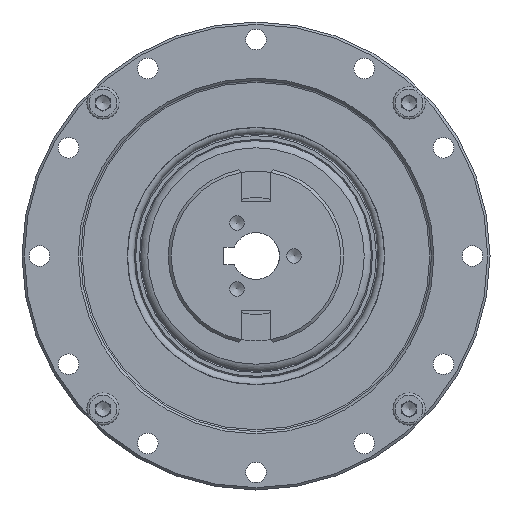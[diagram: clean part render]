
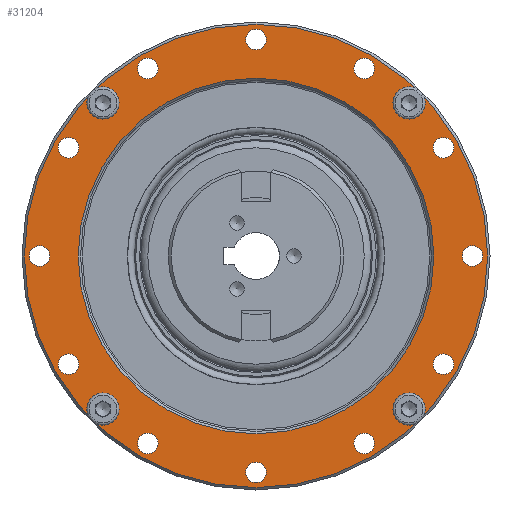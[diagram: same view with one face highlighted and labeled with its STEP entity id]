
A CAD part, left-side view. The second image highlights one B-rep face of the part: STEP entity #31204.
In plain terms, the highlighted planar face has unit normal (-1, 0, 0).
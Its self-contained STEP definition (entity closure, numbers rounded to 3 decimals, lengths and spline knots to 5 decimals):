
#3491=CIRCLE('',#33258,0.0396);
#3492=CIRCLE('',#33259,0.0304);
#3493=CIRCLE('',#33260,0.00175);
#3494=CIRCLE('',#33261,0.00175);
#3495=CIRCLE('',#33262,0.00175);
#3496=CIRCLE('',#33263,0.00175);
#3497=CIRCLE('',#33264,0.00175);
#3498=CIRCLE('',#33265,0.00175);
#3499=CIRCLE('',#33266,0.00175);
#3500=CIRCLE('',#33267,0.00175);
#3501=CIRCLE('',#33268,0.00175);
#3502=CIRCLE('',#33269,0.00175);
#3503=CIRCLE('',#33270,0.00175);
#3504=CIRCLE('',#33271,0.00175);
#3505=CIRCLE('',#33272,0.00175);
#3506=CIRCLE('',#33273,0.00175);
#3507=CIRCLE('',#33274,0.00175);
#3508=CIRCLE('',#33275,0.00175);
#4380=ORIENTED_EDGE('',*,*,#13942,.T.);
#4381=ORIENTED_EDGE('',*,*,#13943,.F.);
#4382=ORIENTED_EDGE('',*,*,#13944,.T.);
#4383=ORIENTED_EDGE('',*,*,#13945,.T.);
#4384=ORIENTED_EDGE('',*,*,#13946,.T.);
#4385=ORIENTED_EDGE('',*,*,#13947,.T.);
#4386=ORIENTED_EDGE('',*,*,#13948,.T.);
#4387=ORIENTED_EDGE('',*,*,#13949,.T.);
#4388=ORIENTED_EDGE('',*,*,#13950,.T.);
#4389=ORIENTED_EDGE('',*,*,#13951,.T.);
#4390=ORIENTED_EDGE('',*,*,#13952,.T.);
#4391=ORIENTED_EDGE('',*,*,#13953,.T.);
#4392=ORIENTED_EDGE('',*,*,#13954,.T.);
#4393=ORIENTED_EDGE('',*,*,#13955,.T.);
#4394=ORIENTED_EDGE('',*,*,#13956,.T.);
#4395=ORIENTED_EDGE('',*,*,#13957,.T.);
#4396=ORIENTED_EDGE('',*,*,#13958,.T.);
#4397=ORIENTED_EDGE('',*,*,#13959,.T.);
#13942=EDGE_CURVE('',#18730,#18730,#3491,.T.);
#13943=EDGE_CURVE('',#18731,#18731,#3492,.T.);
#13944=EDGE_CURVE('',#18732,#18732,#3493,.T.);
#13945=EDGE_CURVE('',#18733,#18733,#3494,.T.);
#13946=EDGE_CURVE('',#18734,#18734,#3495,.T.);
#13947=EDGE_CURVE('',#18735,#18735,#3496,.T.);
#13948=EDGE_CURVE('',#18736,#18736,#3497,.T.);
#13949=EDGE_CURVE('',#18737,#18737,#3498,.T.);
#13950=EDGE_CURVE('',#18738,#18738,#3499,.T.);
#13951=EDGE_CURVE('',#18739,#18739,#3500,.T.);
#13952=EDGE_CURVE('',#18740,#18740,#3501,.T.);
#13953=EDGE_CURVE('',#18741,#18741,#3502,.T.);
#13954=EDGE_CURVE('',#18742,#18742,#3503,.T.);
#13955=EDGE_CURVE('',#18743,#18743,#3504,.T.);
#13956=EDGE_CURVE('',#18744,#18744,#3505,.T.);
#13957=EDGE_CURVE('',#18745,#18745,#3506,.T.);
#13958=EDGE_CURVE('',#18746,#18746,#3507,.T.);
#13959=EDGE_CURVE('',#18747,#18747,#3508,.T.);
#18730=VERTEX_POINT('',#43540);
#18731=VERTEX_POINT('',#43542);
#18732=VERTEX_POINT('',#43544);
#18733=VERTEX_POINT('',#43546);
#18734=VERTEX_POINT('',#43548);
#18735=VERTEX_POINT('',#43550);
#18736=VERTEX_POINT('',#43552);
#18737=VERTEX_POINT('',#43554);
#18738=VERTEX_POINT('',#43556);
#18739=VERTEX_POINT('',#43558);
#18740=VERTEX_POINT('',#43560);
#18741=VERTEX_POINT('',#43562);
#18742=VERTEX_POINT('',#43564);
#18743=VERTEX_POINT('',#43566);
#18744=VERTEX_POINT('',#43568);
#18745=VERTEX_POINT('',#43570);
#18746=VERTEX_POINT('',#43572);
#18747=VERTEX_POINT('',#43574);
#26564=EDGE_LOOP('',(#4380));
#26565=EDGE_LOOP('',(#4381));
#26566=EDGE_LOOP('',(#4382));
#26567=EDGE_LOOP('',(#4383));
#26568=EDGE_LOOP('',(#4384));
#26569=EDGE_LOOP('',(#4385));
#26570=EDGE_LOOP('',(#4386));
#26571=EDGE_LOOP('',(#4387));
#26572=EDGE_LOOP('',(#4388));
#26573=EDGE_LOOP('',(#4389));
#26574=EDGE_LOOP('',(#4390));
#26575=EDGE_LOOP('',(#4391));
#26576=EDGE_LOOP('',(#4392));
#26577=EDGE_LOOP('',(#4393));
#26578=EDGE_LOOP('',(#4394));
#26579=EDGE_LOOP('',(#4395));
#26580=EDGE_LOOP('',(#4396));
#26581=EDGE_LOOP('',(#4397));
#28637=FACE_BOUND('',#26564,.T.);
#28638=FACE_BOUND('',#26565,.T.);
#28639=FACE_BOUND('',#26566,.T.);
#28640=FACE_BOUND('',#26567,.T.);
#28641=FACE_BOUND('',#26568,.T.);
#28642=FACE_BOUND('',#26569,.T.);
#28643=FACE_BOUND('',#26570,.T.);
#28644=FACE_BOUND('',#26571,.T.);
#28645=FACE_BOUND('',#26572,.T.);
#28646=FACE_BOUND('',#26573,.T.);
#28647=FACE_BOUND('',#26574,.T.);
#28648=FACE_BOUND('',#26575,.T.);
#28649=FACE_BOUND('',#26576,.T.);
#28650=FACE_BOUND('',#26577,.T.);
#28651=FACE_BOUND('',#26578,.T.);
#28652=FACE_BOUND('',#26579,.T.);
#28653=FACE_BOUND('',#26580,.T.);
#28654=FACE_BOUND('',#26581,.T.);
#30712=PLANE('',#33257);
#31204=ADVANCED_FACE('',(#28637,#28638,#28639,#28640,#28641,#28642,#28643,
#28644,#28645,#28646,#28647,#28648,#28649,#28650,#28651,#28652,#28653,#28654),
#30712,.F.);
#33257=AXIS2_PLACEMENT_3D('',#43538,#35999,#36000);
#33258=AXIS2_PLACEMENT_3D('',#43539,#36001,#36002);
#33259=AXIS2_PLACEMENT_3D('',#43541,#36003,#36004);
#33260=AXIS2_PLACEMENT_3D('',#43543,#36005,#36006);
#33261=AXIS2_PLACEMENT_3D('',#43545,#36007,#36008);
#33262=AXIS2_PLACEMENT_3D('',#43547,#36009,#36010);
#33263=AXIS2_PLACEMENT_3D('',#43549,#36011,#36012);
#33264=AXIS2_PLACEMENT_3D('',#43551,#36013,#36014);
#33265=AXIS2_PLACEMENT_3D('',#43553,#36015,#36016);
#33266=AXIS2_PLACEMENT_3D('',#43555,#36017,#36018);
#33267=AXIS2_PLACEMENT_3D('',#43557,#36019,#36020);
#33268=AXIS2_PLACEMENT_3D('',#43559,#36021,#36022);
#33269=AXIS2_PLACEMENT_3D('',#43561,#36023,#36024);
#33270=AXIS2_PLACEMENT_3D('',#43563,#36025,#36026);
#33271=AXIS2_PLACEMENT_3D('',#43565,#36027,#36028);
#33272=AXIS2_PLACEMENT_3D('',#43567,#36029,#36030);
#33273=AXIS2_PLACEMENT_3D('',#43569,#36031,#36032);
#33274=AXIS2_PLACEMENT_3D('',#43571,#36033,#36034);
#33275=AXIS2_PLACEMENT_3D('',#43573,#36035,#36036);
#35999=DIRECTION('',(1.,0.,0.));
#36000=DIRECTION('',(0.,0.,-1.));
#36001=DIRECTION('',(-1.,0.,0.));
#36002=DIRECTION('',(0.,0.,1.));
#36003=DIRECTION('',(-1.,0.,0.));
#36004=DIRECTION('',(0.,0.,1.));
#36005=DIRECTION('',(1.,0.,0.));
#36006=DIRECTION('',(0.,0.,-1.));
#36007=DIRECTION('',(1.,0.,0.));
#36008=DIRECTION('',(0.,0.,-1.));
#36009=DIRECTION('',(1.,0.,0.));
#36010=DIRECTION('',(0.,0.,-1.));
#36011=DIRECTION('',(1.,0.,0.));
#36012=DIRECTION('',(0.,0.,-1.));
#36013=DIRECTION('',(1.,0.,0.));
#36014=DIRECTION('',(0.,0.,-1.));
#36015=DIRECTION('',(1.,0.,0.));
#36016=DIRECTION('',(0.,0.,-1.));
#36017=DIRECTION('',(1.,0.,0.));
#36018=DIRECTION('',(0.,0.,-1.));
#36019=DIRECTION('',(1.,0.,0.));
#36020=DIRECTION('',(0.,0.,-1.));
#36021=DIRECTION('',(1.,0.,0.));
#36022=DIRECTION('',(0.,0.,-1.));
#36023=DIRECTION('',(1.,0.,0.));
#36024=DIRECTION('',(0.,0.,-1.));
#36025=DIRECTION('',(1.,0.,0.));
#36026=DIRECTION('',(0.,0.,-1.));
#36027=DIRECTION('',(1.,0.,0.));
#36028=DIRECTION('',(0.,0.,-1.));
#36029=DIRECTION('',(1.,0.,0.));
#36030=DIRECTION('',(0.,0.,-1.));
#36031=DIRECTION('',(1.,0.,0.));
#36032=DIRECTION('',(0.,0.,-1.));
#36033=DIRECTION('',(1.,0.,0.));
#36034=DIRECTION('',(0.,0.,-1.));
#36035=DIRECTION('',(1.,0.,0.));
#36036=DIRECTION('',(0.,0.,-1.));
#43538=CARTESIAN_POINT('',(0.,0.0396,0.));
#43539=CARTESIAN_POINT('',(0.,0.,0.));
#43540=CARTESIAN_POINT('',(0.,0.,0.0396));
#43541=CARTESIAN_POINT('',(0.,0.,0.));
#43542=CARTESIAN_POINT('',(0.,0.,0.0304));
#43543=CARTESIAN_POINT('',(0.,0.,-0.037));
#43544=CARTESIAN_POINT('',(0.,0.,-0.03875));
#43545=CARTESIAN_POINT('',(0.,-0.0185,-0.03204));
#43546=CARTESIAN_POINT('',(0.,-0.0185,-0.03379));
#43547=CARTESIAN_POINT('',(0.,-0.03204,-0.0185));
#43548=CARTESIAN_POINT('',(0.,-0.03204,-0.02025));
#43549=CARTESIAN_POINT('',(0.,-0.037,0.));
#43550=CARTESIAN_POINT('',(0.,-0.037,-0.00175));
#43551=CARTESIAN_POINT('',(0.,-0.03204,0.0185));
#43552=CARTESIAN_POINT('',(0.,-0.03204,0.01675));
#43553=CARTESIAN_POINT('',(0.,-0.0185,0.03204));
#43554=CARTESIAN_POINT('',(0.,-0.0185,0.03029));
#43555=CARTESIAN_POINT('',(0.,0.,0.037));
#43556=CARTESIAN_POINT('',(0.,0.,0.03525));
#43557=CARTESIAN_POINT('',(0.,0.0185,0.03204));
#43558=CARTESIAN_POINT('',(0.,0.0185,0.03029));
#43559=CARTESIAN_POINT('',(0.,0.03204,0.0185));
#43560=CARTESIAN_POINT('',(0.,0.03204,0.01675));
#43561=CARTESIAN_POINT('',(0.,0.037,0.));
#43562=CARTESIAN_POINT('',(0.,0.037,-0.00175));
#43563=CARTESIAN_POINT('',(0.,0.03204,-0.0185));
#43564=CARTESIAN_POINT('',(0.,0.03204,-0.02025));
#43565=CARTESIAN_POINT('',(0.,0.0185,-0.03204));
#43566=CARTESIAN_POINT('',(0.,0.0185,-0.03379));
#43567=CARTESIAN_POINT('',(0.,0.02616,-0.02616));
#43568=CARTESIAN_POINT('',(0.,0.02616,-0.02791));
#43569=CARTESIAN_POINT('',(0.,-0.02616,-0.02616));
#43570=CARTESIAN_POINT('',(0.,-0.02616,-0.02791));
#43571=CARTESIAN_POINT('',(0.,-0.02616,0.02616));
#43572=CARTESIAN_POINT('',(0.,-0.02616,0.02441));
#43573=CARTESIAN_POINT('',(0.,0.02616,0.02616));
#43574=CARTESIAN_POINT('',(0.,0.02616,0.02441));
